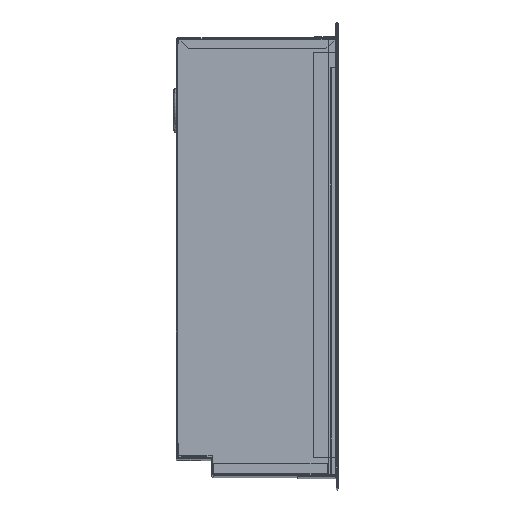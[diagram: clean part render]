
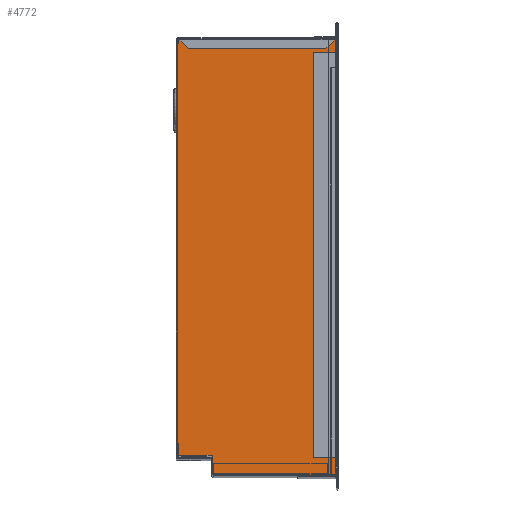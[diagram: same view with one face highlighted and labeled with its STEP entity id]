
A CAD part, top view. The second image highlights one B-rep face of the part: STEP entity #4772.
In plain terms, the highlighted planar face has unit normal (0, 0, 1).
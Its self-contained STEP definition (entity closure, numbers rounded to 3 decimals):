
#519 = EDGE_CURVE ( 'NONE', #11018, #12529, #20093, .T. ) ;
#1338 = EDGE_CURVE ( 'NONE', #12529, #22576, #16512, .T. ) ;
#1850 = ORIENTED_EDGE ( 'NONE', *, *, #24272, .T. ) ;
#2380 = CARTESIAN_POINT ( 'NONE',  ( -0.6, 376.1, 635. ) ) ;
#3265 = VECTOR ( 'NONE', #21597, 1000. ) ;
#3454 = EDGE_CURVE ( 'NONE', #11018, #12089, #22165, .T. ) ;
#3540 = CARTESIAN_POINT ( 'NONE',  ( 26., 2.1, 635. ) ) ;
#3581 = EDGE_CURVE ( 'NONE', #26138, #8941, #16213, .T. ) ;
#3807 = EDGE_CURVE ( 'NONE', #4239, #8941, #26657, .T. ) ;
#4239 = VERTEX_POINT ( 'NONE', #16119 ) ;
#4641 = VECTOR ( 'NONE', #8214, 1000. ) ;
#4772 = ADVANCED_FACE ( 'Defeatured_9_35', ( #5613 ), #13925, .F. ) ;
#5438 = ORIENTED_EDGE ( 'NONE', *, *, #15419, .T. ) ;
#5613 = FACE_OUTER_BOUND ( 'NONE', #11191, .T. ) ;
#5945 = AXIS2_PLACEMENT_3D ( 'NONE', #18633, #18494, #18757 ) ;
#6131 = CARTESIAN_POINT ( 'NONE',  ( -0.6, 376.1, 635. ) ) ;
#7148 = ORIENTED_EDGE ( 'NONE', *, *, #3454, .F. ) ;
#7974 = CARTESIAN_POINT ( 'NONE',  ( -1.8, 2.1, 635. ) ) ;
#8214 = DIRECTION ( 'NONE',  ( -1., 0., 0. ) ) ;
#8260 = DIRECTION ( 'NONE',  ( -1., 0., 0. ) ) ;
#8470 = ORIENTED_EDGE ( 'NONE', *, *, #1338, .T. ) ;
#8941 = VERTEX_POINT ( 'NONE', #23841 ) ;
#9577 = ORIENTED_EDGE ( 'NONE', *, *, #519, .T. ) ;
#9660 = CARTESIAN_POINT ( 'NONE',  ( 32., -14.9, 635. ) ) ;
#9722 = CARTESIAN_POINT ( 'NONE',  ( 26., 2.1, 635. ) ) ;
#9748 = CARTESIAN_POINT ( 'NONE',  ( 31., 2.1, 635. ) ) ;
#9923 = DIRECTION ( 'NONE',  ( 0., 0., 1. ) ) ;
#10372 = VERTEX_POINT ( 'NONE', #16974 ) ;
#11018 = VERTEX_POINT ( 'NONE', #9748 ) ;
#11191 = EDGE_LOOP ( 'NONE', ( #9577, #8470, #14896, #1850, #5438, #23547, #21364, #12742, #7148 ) ) ;
#11395 = LINE ( 'NONE', #17499, #18106 ) ;
#11739 = DIRECTION ( 'NONE',  ( -1., 0., 0. ) ) ;
#12089 = VERTEX_POINT ( 'NONE', #9722 ) ;
#12339 = CARTESIAN_POINT ( 'NONE',  ( -1.8, 376.1, 635. ) ) ;
#12529 = VERTEX_POINT ( 'NONE', #13458 ) ;
#12742 = ORIENTED_EDGE ( 'NONE', *, *, #17319, .T. ) ;
#13079 = DIRECTION ( 'NONE',  ( 0., 1., 0. ) ) ;
#13458 = CARTESIAN_POINT ( 'NONE',  ( 31., -14.9, 635. ) ) ;
#13679 = LINE ( 'NONE', #17615, #22656 ) ;
#13925 = PLANE ( 'NONE',  #5945 ) ;
#14896 = ORIENTED_EDGE ( 'NONE', *, *, #15303, .T. ) ;
#15027 = LINE ( 'NONE', #12339, #4641 ) ;
#15287 = VECTOR ( 'NONE', #15680, 1000. ) ;
#15303 = EDGE_CURVE ( 'NONE', #22576, #18790, #11395, .T. ) ;
#15419 = EDGE_CURVE ( 'NONE', #10372, #26138, #15027, .T. ) ;
#15680 = DIRECTION ( 'NONE',  ( 0., -1., 0. ) ) ;
#16119 = CARTESIAN_POINT ( 'NONE',  ( 3.4, 2.1, 635. ) ) ;
#16213 = LINE ( 'NONE', #6131, #16789 ) ;
#16512 = CIRCLE ( 'NONE', #23861, 1. ) ;
#16789 = VECTOR ( 'NONE', #22846, 1000. ) ;
#16974 = CARTESIAN_POINT ( 'NONE',  ( 142.25, 376.1, 635. ) ) ;
#17145 = CARTESIAN_POINT ( 'NONE',  ( 32., -15.9, 635. ) ) ;
#17319 = EDGE_CURVE ( 'NONE', #4239, #12089, #13679, .T. ) ;
#17499 = CARTESIAN_POINT ( 'NONE',  ( 143.2, -15.9, 635. ) ) ;
#17615 = CARTESIAN_POINT ( 'NONE',  ( 3.4, 2.1, 635. ) ) ;
#18106 = VECTOR ( 'NONE', #21931, 1000. ) ;
#18494 = DIRECTION ( 'NONE',  ( 0., 0., -1. ) ) ;
#18633 = CARTESIAN_POINT ( 'NONE',  ( -1.8, -15.9, 635. ) ) ;
#18757 = DIRECTION ( 'NONE',  ( 0., -1., 0. ) ) ;
#18790 = VERTEX_POINT ( 'NONE', #19212 ) ;
#18932 = VECTOR ( 'NONE', #8260, 1000. ) ;
#19212 = CARTESIAN_POINT ( 'NONE',  ( 142.25, -15.9, 635. ) ) ;
#20093 = LINE ( 'NONE', #26270, #15287 ) ;
#21285 = CARTESIAN_POINT ( 'NONE',  ( 142.25, -15.9, 635. ) ) ;
#21364 = ORIENTED_EDGE ( 'NONE', *, *, #3807, .F. ) ;
#21597 = DIRECTION ( 'NONE',  ( -1., 0., 0. ) ) ;
#21912 = DIRECTION ( 'NONE',  ( 1., 0., 0. ) ) ;
#21931 = DIRECTION ( 'NONE',  ( 1., 0., 0. ) ) ;
#22165 = LINE ( 'NONE', #3540, #3265 ) ;
#22576 = VERTEX_POINT ( 'NONE', #17145 ) ;
#22656 = VECTOR ( 'NONE', #21912, 1000. ) ;
#22846 = DIRECTION ( 'NONE',  ( 0., -1., 0. ) ) ;
#23243 = LINE ( 'NONE', #21285, #26338 ) ;
#23547 = ORIENTED_EDGE ( 'NONE', *, *, #3581, .T. ) ;
#23841 = CARTESIAN_POINT ( 'NONE',  ( -0.6, 2.1, 635. ) ) ;
#23861 = AXIS2_PLACEMENT_3D ( 'NONE', #9660, #9923, #11739 ) ;
#24272 = EDGE_CURVE ( 'NONE', #18790, #10372, #23243, .T. ) ;
#26138 = VERTEX_POINT ( 'NONE', #2380 ) ;
#26270 = CARTESIAN_POINT ( 'NONE',  ( 31., -15.9, 635. ) ) ;
#26338 = VECTOR ( 'NONE', #13079, 1000. ) ;
#26657 = LINE ( 'NONE', #7974, #18932 ) ;
